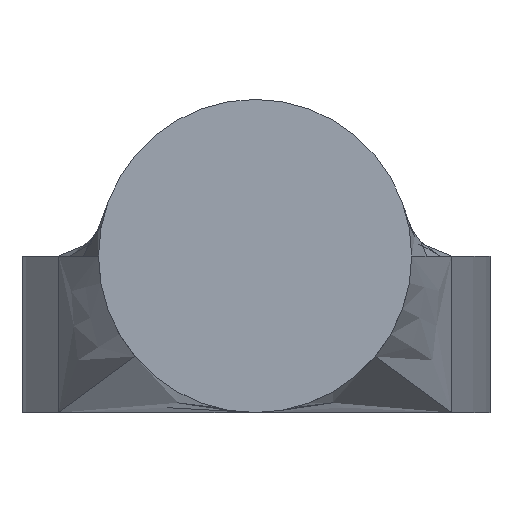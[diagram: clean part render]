
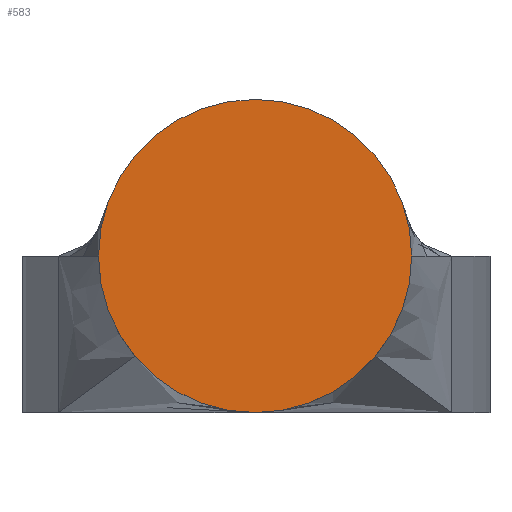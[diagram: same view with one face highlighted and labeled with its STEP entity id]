
A CAD part, front view. The second image highlights one B-rep face of the part: STEP entity #583.
In plain terms, the highlighted planar face has unit normal (0, -1, 0).
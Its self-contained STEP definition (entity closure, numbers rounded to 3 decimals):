
#3 = EDGE_CURVE ( 'NONE', #372, #522, #21, .T. ) ;
#21 = CIRCLE ( 'NONE', #181, 3. ) ;
#42 = DIRECTION ( 'NONE',  ( 0., 0., 1. ) ) ;
#111 = DIRECTION ( 'NONE',  ( 0., 1., 0. ) ) ;
#143 = EDGE_CURVE ( 'NONE', #522, #372, #530, .T. ) ;
#161 = EDGE_LOOP ( 'NONE', ( #527, #353 ) ) ;
#172 = CARTESIAN_POINT ( 'NONE',  ( 0., -450., 0. ) ) ;
#178 = DIRECTION ( 'NONE',  ( 0., 0., 1. ) ) ;
#181 = AXIS2_PLACEMENT_3D ( 'NONE', #328, #251, #178 ) ;
#243 = PLANE ( 'NONE',  #519 ) ;
#251 = DIRECTION ( 'NONE',  ( 0., -1., 0. ) ) ;
#328 = CARTESIAN_POINT ( 'NONE',  ( 0., -450., 0. ) ) ;
#353 = ORIENTED_EDGE ( 'NONE', *, *, #3, .T. ) ;
#372 = VERTEX_POINT ( 'NONE', #415 ) ;
#383 = DIRECTION ( 'NONE',  ( 0., 0., 1. ) ) ;
#415 = CARTESIAN_POINT ( 'NONE',  ( 0., -450., -3. ) ) ;
#418 = AXIS2_PLACEMENT_3D ( 'NONE', #524, #450, #383 ) ;
#450 = DIRECTION ( 'NONE',  ( 0., -1., 0. ) ) ;
#519 = AXIS2_PLACEMENT_3D ( 'NONE', #172, #111, #42 ) ;
#522 = VERTEX_POINT ( 'NONE', #570 ) ;
#524 = CARTESIAN_POINT ( 'NONE',  ( 0., -450., 0. ) ) ;
#527 = ORIENTED_EDGE ( 'NONE', *, *, #143, .T. ) ;
#530 = CIRCLE ( 'NONE', #418, 3. ) ;
#569 = FACE_OUTER_BOUND ( 'NONE', #161, .T. ) ;
#570 = CARTESIAN_POINT ( 'NONE',  ( 0., -450., 3. ) ) ;
#583 = ADVANCED_FACE ( 'NONE', ( #569 ), #243, .F. ) ;
